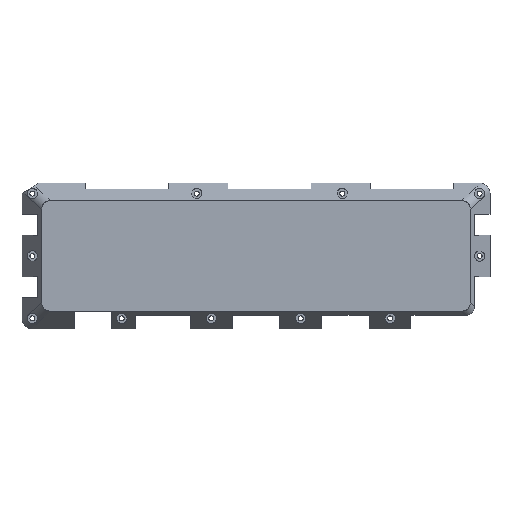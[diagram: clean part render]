
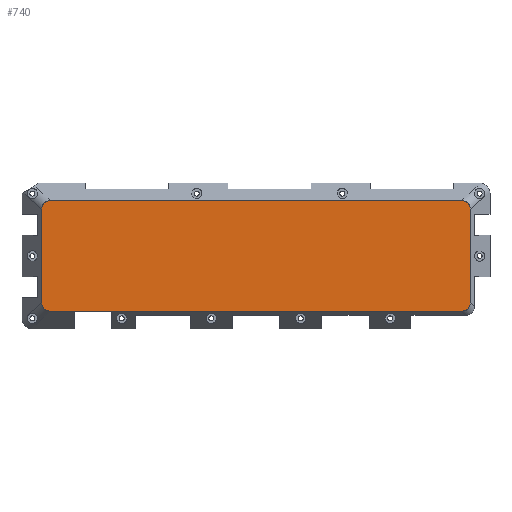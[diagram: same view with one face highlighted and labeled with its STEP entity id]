
A CAD part, top view. The second image highlights one B-rep face of the part: STEP entity #740.
In plain terms, the highlighted planar face has unit normal (0, 0, 1).
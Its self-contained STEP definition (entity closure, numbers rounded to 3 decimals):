
#77=CARTESIAN_POINT('Vertex',(-69.264,-26.5,16.)) ;
#104=CARTESIAN_POINT('Line Origine',(-78.264,-26.5,16.)) ;
#108=CARTESIAN_POINT('Vertex',(-87.264,-26.5,16.)) ;
#602=CARTESIAN_POINT('Axis2P3D Location',(0.,0.,16.)) ;
#607=CARTESIAN_POINT('Line Origine',(-103.,0.,16.)) ;
#611=CARTESIAN_POINT('Vertex',(-103.,22.455,16.)) ;
#613=CARTESIAN_POINT('Vertex',(-103.,-22.455,16.)) ;
#617=CARTESIAN_POINT('Control Point',(-103.,-22.455,16.)) ;
#618=CARTESIAN_POINT('Control Point',(-103.,-22.731,16.)) ;
#619=CARTESIAN_POINT('Control Point',(-102.982,-23.008,16.)) ;
#620=CARTESIAN_POINT('Control Point',(-102.943,-23.282,16.)) ;
#621=CARTESIAN_POINT('Control Point',(-102.827,-23.806,16.)) ;
#622=CARTESIAN_POINT('Control Point',(-102.627,-24.303,16.)) ;
#623=CARTESIAN_POINT('Control Point',(-102.51,-24.535,16.)) ;
#624=CARTESIAN_POINT('Control Point',(-102.24,-24.97,16.)) ;
#625=CARTESIAN_POINT('Control Point',(-101.898,-25.35,16.)) ;
#626=CARTESIAN_POINT('Control Point',(-101.713,-25.522,16.)) ;
#627=CARTESIAN_POINT('Control Point',(-101.31,-25.836,16.)) ;
#628=CARTESIAN_POINT('Control Point',(-100.86,-26.078,16.)) ;
#629=CARTESIAN_POINT('Control Point',(-100.622,-26.181,16.)) ;
#630=CARTESIAN_POINT('Control Point',(-100.124,-26.353,16.)) ;
#631=CARTESIAN_POINT('Control Point',(-99.607,-26.452,16.)) ;
#632=CARTESIAN_POINT('Control Point',(-99.341,-26.484,16.)) ;
#633=CARTESIAN_POINT('Control Point',(-99.074,-26.5,16.)) ;
#634=CARTESIAN_POINT('Control Point',(-98.807,-26.5,16.)) ;
#635=CARTESIAN_POINT('Vertex',(-98.807,-26.5,16.)) ;
#638=CARTESIAN_POINT('Line Origine',(-93.035,-26.5,16.)) ;
#643=CARTESIAN_POINT('Line Origine',(14.771,-26.5,16.)) ;
#647=CARTESIAN_POINT('Vertex',(98.807,-26.5,16.)) ;
#651=CARTESIAN_POINT('Control Point',(103.,-22.455,16.)) ;
#652=CARTESIAN_POINT('Control Point',(103.,-22.731,16.)) ;
#653=CARTESIAN_POINT('Control Point',(102.982,-23.008,16.)) ;
#654=CARTESIAN_POINT('Control Point',(102.943,-23.282,16.)) ;
#655=CARTESIAN_POINT('Control Point',(102.827,-23.806,16.)) ;
#656=CARTESIAN_POINT('Control Point',(102.627,-24.303,16.)) ;
#657=CARTESIAN_POINT('Control Point',(102.51,-24.535,16.)) ;
#658=CARTESIAN_POINT('Control Point',(102.24,-24.97,16.)) ;
#659=CARTESIAN_POINT('Control Point',(101.898,-25.35,16.)) ;
#660=CARTESIAN_POINT('Control Point',(101.713,-25.522,16.)) ;
#661=CARTESIAN_POINT('Control Point',(101.31,-25.836,16.)) ;
#662=CARTESIAN_POINT('Control Point',(100.86,-26.078,16.)) ;
#663=CARTESIAN_POINT('Control Point',(100.622,-26.181,16.)) ;
#664=CARTESIAN_POINT('Control Point',(100.124,-26.353,16.)) ;
#665=CARTESIAN_POINT('Control Point',(99.607,-26.452,16.)) ;
#666=CARTESIAN_POINT('Control Point',(99.341,-26.484,16.)) ;
#667=CARTESIAN_POINT('Control Point',(99.074,-26.5,16.)) ;
#668=CARTESIAN_POINT('Control Point',(98.807,-26.5,16.)) ;
#669=CARTESIAN_POINT('Vertex',(103.,-22.455,16.)) ;
#672=CARTESIAN_POINT('Line Origine',(103.,0.,16.)) ;
#676=CARTESIAN_POINT('Vertex',(103.,22.455,16.)) ;
#680=CARTESIAN_POINT('Control Point',(103.,22.455,16.)) ;
#681=CARTESIAN_POINT('Control Point',(103.,22.731,16.)) ;
#682=CARTESIAN_POINT('Control Point',(102.982,23.008,16.)) ;
#683=CARTESIAN_POINT('Control Point',(102.943,23.282,16.)) ;
#684=CARTESIAN_POINT('Control Point',(102.827,23.806,16.)) ;
#685=CARTESIAN_POINT('Control Point',(102.627,24.303,16.)) ;
#686=CARTESIAN_POINT('Control Point',(102.51,24.535,16.)) ;
#687=CARTESIAN_POINT('Control Point',(102.24,24.97,16.)) ;
#688=CARTESIAN_POINT('Control Point',(101.898,25.35,16.)) ;
#689=CARTESIAN_POINT('Control Point',(101.713,25.522,16.)) ;
#690=CARTESIAN_POINT('Control Point',(101.31,25.836,16.)) ;
#691=CARTESIAN_POINT('Control Point',(100.86,26.078,16.)) ;
#692=CARTESIAN_POINT('Control Point',(100.622,26.181,16.)) ;
#693=CARTESIAN_POINT('Control Point',(100.124,26.353,16.)) ;
#694=CARTESIAN_POINT('Control Point',(99.607,26.452,16.)) ;
#695=CARTESIAN_POINT('Control Point',(99.341,26.484,16.)) ;
#696=CARTESIAN_POINT('Control Point',(99.074,26.5,16.)) ;
#697=CARTESIAN_POINT('Control Point',(98.807,26.5,16.)) ;
#698=CARTESIAN_POINT('Vertex',(98.807,26.5,16.)) ;
#701=CARTESIAN_POINT('Line Origine',(0.,26.5,16.)) ;
#705=CARTESIAN_POINT('Vertex',(-98.807,26.5,16.)) ;
#709=CARTESIAN_POINT('Control Point',(-103.,22.455,16.)) ;
#710=CARTESIAN_POINT('Control Point',(-103.,22.731,16.)) ;
#711=CARTESIAN_POINT('Control Point',(-102.982,23.008,16.)) ;
#712=CARTESIAN_POINT('Control Point',(-102.943,23.282,16.)) ;
#713=CARTESIAN_POINT('Control Point',(-102.827,23.806,16.)) ;
#714=CARTESIAN_POINT('Control Point',(-102.627,24.303,16.)) ;
#715=CARTESIAN_POINT('Control Point',(-102.51,24.535,16.)) ;
#716=CARTESIAN_POINT('Control Point',(-102.24,24.97,16.)) ;
#717=CARTESIAN_POINT('Control Point',(-101.898,25.35,16.)) ;
#718=CARTESIAN_POINT('Control Point',(-101.713,25.522,16.)) ;
#719=CARTESIAN_POINT('Control Point',(-101.31,25.836,16.)) ;
#720=CARTESIAN_POINT('Control Point',(-100.86,26.078,16.)) ;
#721=CARTESIAN_POINT('Control Point',(-100.622,26.181,16.)) ;
#722=CARTESIAN_POINT('Control Point',(-100.124,26.353,16.)) ;
#723=CARTESIAN_POINT('Control Point',(-99.607,26.452,16.)) ;
#724=CARTESIAN_POINT('Control Point',(-99.341,26.484,16.)) ;
#725=CARTESIAN_POINT('Control Point',(-99.074,26.5,16.)) ;
#726=CARTESIAN_POINT('Control Point',(-98.807,26.5,16.)) ;
#105=DIRECTION('Vector Direction',(1.,0.,0.)) ;
#603=DIRECTION('Axis2P3D Direction',(0.,0.,1.)) ;
#604=DIRECTION('Axis2P3D XDirection',(1.,0.,0.)) ;
#608=DIRECTION('Vector Direction',(0.,-1.,0.)) ;
#639=DIRECTION('Vector Direction',(-1.,0.,0.)) ;
#644=DIRECTION('Vector Direction',(-1.,0.,0.)) ;
#673=DIRECTION('Vector Direction',(0.,-1.,0.)) ;
#702=DIRECTION('Vector Direction',(1.,0.,0.)) ;
#605=AXIS2_PLACEMENT_3D('Plane Axis2P3D',#602,#603,#604) ;
#729=ORIENTED_EDGE('',*,*,#615,.T.) ;
#730=ORIENTED_EDGE('',*,*,#637,.F.) ;
#731=ORIENTED_EDGE('',*,*,#642,.T.) ;
#732=ORIENTED_EDGE('',*,*,#110,.F.) ;
#733=ORIENTED_EDGE('',*,*,#649,.T.) ;
#734=ORIENTED_EDGE('',*,*,#671,.F.) ;
#735=ORIENTED_EDGE('',*,*,#678,.F.) ;
#736=ORIENTED_EDGE('',*,*,#700,.F.) ;
#737=ORIENTED_EDGE('',*,*,#707,.T.) ;
#738=ORIENTED_EDGE('',*,*,#727,.F.) ;
#106=VECTOR('Line Direction',#105,1.) ;
#609=VECTOR('Line Direction',#608,1.) ;
#640=VECTOR('Line Direction',#639,1.) ;
#645=VECTOR('Line Direction',#644,1.) ;
#674=VECTOR('Line Direction',#673,1.) ;
#703=VECTOR('Line Direction',#702,1.) ;
#740=ADVANCED_FACE('Hauptk\X2\00F6\X0\rper',(#739),#606,.T.) ;
#616=B_SPLINE_CURVE_WITH_KNOTS('',5,(#617,#618,#619,#620,#621,#622,#623,#624,#625,#626,#627,#628,#629,#630,#631,#632,#633,#634),.UNSPECIFIED.,.F.,.U.,(6,3,3,3,3,6),(0.,1.954,3.779,5.556,7.381,9.27),.UNSPECIFIED.) ;
#650=B_SPLINE_CURVE_WITH_KNOTS('',5,(#651,#652,#653,#654,#655,#656,#657,#658,#659,#660,#661,#662,#663,#664,#665,#666,#667,#668),.UNSPECIFIED.,.F.,.U.,(6,3,3,3,3,6),(0.,1.954,3.779,5.556,7.381,9.27),.UNSPECIFIED.) ;
#679=B_SPLINE_CURVE_WITH_KNOTS('',5,(#680,#681,#682,#683,#684,#685,#686,#687,#688,#689,#690,#691,#692,#693,#694,#695,#696,#697),.UNSPECIFIED.,.F.,.U.,(6,3,3,3,3,6),(0.,1.954,3.779,5.556,7.381,9.27),.UNSPECIFIED.) ;
#708=B_SPLINE_CURVE_WITH_KNOTS('',5,(#709,#710,#711,#712,#713,#714,#715,#716,#717,#718,#719,#720,#721,#722,#723,#724,#725,#726),.UNSPECIFIED.,.F.,.U.,(6,3,3,3,3,6),(0.,1.954,3.779,5.556,7.381,9.27),.UNSPECIFIED.) ;
#110=EDGE_CURVE('',#78,#109,#107,.F.) ;
#615=EDGE_CURVE('',#612,#614,#610,.T.) ;
#637=EDGE_CURVE('',#636,#614,#616,.F.) ;
#642=EDGE_CURVE('',#636,#109,#641,.F.) ;
#649=EDGE_CURVE('',#78,#648,#646,.F.) ;
#671=EDGE_CURVE('',#670,#648,#650,.T.) ;
#678=EDGE_CURVE('',#677,#670,#675,.T.) ;
#700=EDGE_CURVE('',#699,#677,#679,.F.) ;
#707=EDGE_CURVE('',#699,#706,#704,.F.) ;
#727=EDGE_CURVE('',#612,#706,#708,.T.) ;
#728=EDGE_LOOP('',(#729,#730,#731,#732,#733,#734,#735,#736,#737,#738)) ;
#739=FACE_OUTER_BOUND('',#728,.T.) ;
#107=LINE('Line',#104,#106) ;
#610=LINE('Line',#607,#609) ;
#641=LINE('Line',#638,#640) ;
#646=LINE('Line',#643,#645) ;
#675=LINE('Line',#672,#674) ;
#704=LINE('Line',#701,#703) ;
#606=PLANE('',#605) ;
#78=VERTEX_POINT('',#77) ;
#109=VERTEX_POINT('',#108) ;
#612=VERTEX_POINT('',#611) ;
#614=VERTEX_POINT('',#613) ;
#636=VERTEX_POINT('',#635) ;
#648=VERTEX_POINT('',#647) ;
#670=VERTEX_POINT('',#669) ;
#677=VERTEX_POINT('',#676) ;
#699=VERTEX_POINT('',#698) ;
#706=VERTEX_POINT('',#705) ;
